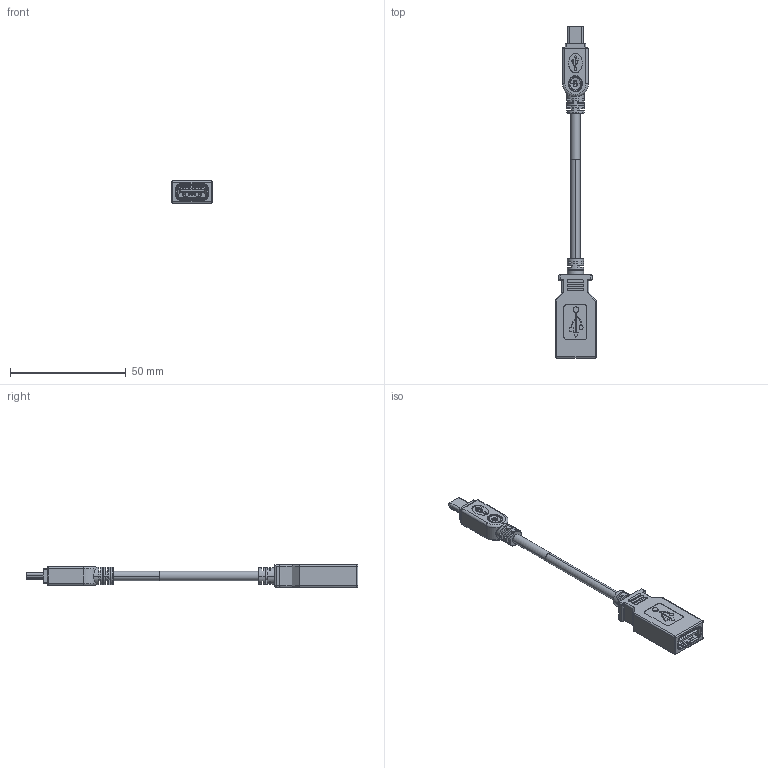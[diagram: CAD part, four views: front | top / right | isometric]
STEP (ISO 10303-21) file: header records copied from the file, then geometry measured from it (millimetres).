
FILE_DESCRIPTION((''),'2;1');
FILE_NAME('ASM0013_ASM','2020-07-24T',('Administrator'),(''),'PRO/ENGINEER BY PARAMETRIC TECHNOLOGY CORPORATION, 2008380','PRO/ENGINEER BY PARAMETRIC TECHNOLOGY CORPORATION, 2008380','');
FILE_SCHEMA(('CONFIG_CONTROL_DESIGN'));
Length unit declared in the file: millimetre
Products named in the file (3): M2-MD04-012_1; PRT0021; ASM0013_ASM
Assembly tree (2 placements, depth 2):
  ASM0013_ASM
    M2-MD04-012_1
    PRT0021
Bounding box: 17.6 x 143.7 x 10.3 mm (x, y, z)
Surface area: 8528.5 mm2 (no closed solid volume)
Topology: 0 solids, 3 shells, 1203 faces, 3454 edges, 2230 vertices
Faces by surface type: plane 756, cylinder 377, bspline 50, sphere 10, torus 6, extrusion 4
Entity records: 42771 total; most frequent: CARTESIAN_POINT 11086, ORIENTED_EDGE 6856, DIRECTION 6324, EDGE_CURVE 3444, VECTOR 2408, LINE 2404, VERTEX_POINT 2230, AXIS2_PLACEMENT_3D 1958
